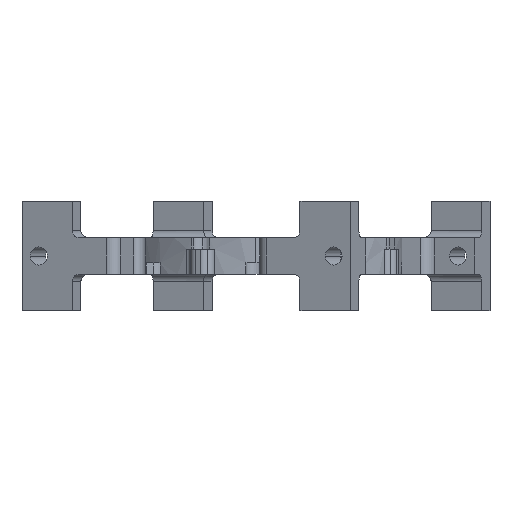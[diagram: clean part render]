
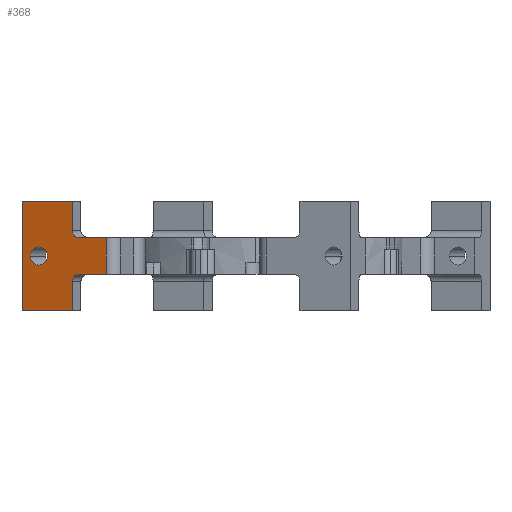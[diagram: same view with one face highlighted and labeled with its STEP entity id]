
A CAD part, left-side view. The second image highlights one B-rep face of the part: STEP entity #368.
In plain terms, the highlighted planar face has unit normal (-0.924, 0.383, 0).
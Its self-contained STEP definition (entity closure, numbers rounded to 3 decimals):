
#37 = CARTESIAN_POINT ( 'NONE',  ( -33.27, 50.336, -2. ) ) ;
#133 = ORIENTED_EDGE ( 'NONE', *, *, #4659, .T. ) ;
#181 = EDGE_LOOP ( 'NONE', ( #5582, #3590 ) ) ;
#272 = VERTEX_POINT ( 'NONE', #5329 ) ;
#276 = LINE ( 'NONE', #1872, #2728 ) ;
#292 = CARTESIAN_POINT ( 'NONE',  ( -34.035, 48.488, -2. ) ) ;
#343 = CARTESIAN_POINT ( 'NONE',  ( -37.097, 41.097, 0. ) ) ;
#368 = ADVANCED_FACE ( 'NONE', ( #4738, #2731 ), #4288, .T. ) ;
#439 = VERTEX_POINT ( 'NONE', #4354 ) ;
#445 = VECTOR ( 'NONE', #1948, 1000. ) ;
#666 = EDGE_CURVE ( 'NONE', #2315, #1143, #1395, .T. ) ;
#691 = VERTEX_POINT ( 'NONE', #4799 ) ;
#798 = CARTESIAN_POINT ( 'NONE',  ( -27.53, 64.194, 0. ) ) ;
#799 = AXIS2_PLACEMENT_3D ( 'NONE', #6370, #1607, #1537 ) ;
#811 = ORIENTED_EDGE ( 'NONE', *, *, #3317, .T. ) ;
#819 = EDGE_LOOP ( 'NONE', ( #3466, #6694, #3676, #3092, #1251, #5035, #133, #3859, #811, #6744 ) ) ;
#834 = VECTOR ( 'NONE', #6707, 1000. ) ;
#865 = LINE ( 'NONE', #798, #2052 ) ;
#870 = AXIS2_PLACEMENT_3D ( 'NONE', #3149, #5263, #2096 ) ;
#979 = CARTESIAN_POINT ( 'NONE',  ( -33.27, 50.336, -10. ) ) ;
#998 = DIRECTION ( 'NONE',  ( 0.383, 0.924, 0. ) ) ;
#1015 = DIRECTION ( 'NONE',  ( 0.924, -0.383, 0. ) ) ;
#1143 = VERTEX_POINT ( 'NONE', #1556 ) ;
#1251 = ORIENTED_EDGE ( 'NONE', *, *, #5045, .T. ) ;
#1395 = LINE ( 'NONE', #3623, #445 ) ;
#1458 = CARTESIAN_POINT ( 'NONE',  ( -33.27, 50.336, 20. ) ) ;
#1493 = AXIS2_PLACEMENT_3D ( 'NONE', #2233, #1015, #2093 ) ;
#1537 = DIRECTION ( 'NONE',  ( -0.383, -0.924, 0. ) ) ;
#1546 = VERTEX_POINT ( 'NONE', #4740 ) ;
#1556 = CARTESIAN_POINT ( 'NONE',  ( -37.097, 41.097, 10. ) ) ;
#1598 = EDGE_CURVE ( 'NONE', #2104, #2977, #4637, .T. ) ;
#1607 = DIRECTION ( 'NONE',  ( -0.924, 0.383, 0. ) ) ;
#1640 = AXIS2_PLACEMENT_3D ( 'NONE', #292, #2375, #5051 ) ;
#1731 = EDGE_CURVE ( 'NONE', #5977, #5897, #5090, .T. ) ;
#1872 = CARTESIAN_POINT ( 'NONE',  ( -33.27, 50.336, -10. ) ) ;
#1948 = DIRECTION ( 'NONE',  ( 0., 0., 1. ) ) ;
#2016 = CARTESIAN_POINT ( 'NONE',  ( -29.443, 59.574, 5. ) ) ;
#2052 = VECTOR ( 'NONE', #6672, 1000. ) ;
#2093 = DIRECTION ( 'NONE',  ( -0.383, -0.924, 0. ) ) ;
#2096 = DIRECTION ( 'NONE',  ( -0.383, -0.924, 0. ) ) ;
#2104 = VERTEX_POINT ( 'NONE', #6110 ) ;
#2233 = CARTESIAN_POINT ( 'NONE',  ( -34.035, 48.488, 12. ) ) ;
#2296 = AXIS2_PLACEMENT_3D ( 'NONE', #2016, #2615, #2550 ) ;
#2315 = VERTEX_POINT ( 'NONE', #343 ) ;
#2375 = DIRECTION ( 'NONE',  ( 0.924, -0.383, 0. ) ) ;
#2470 = CARTESIAN_POINT ( 'NONE',  ( -27.53, 64.194, 20. ) ) ;
#2510 = CIRCLE ( 'NONE', #2296, 2.5 ) ;
#2550 = DIRECTION ( 'NONE',  ( -0.383, -0.924, 0. ) ) ;
#2615 = DIRECTION ( 'NONE',  ( -0.924, 0.383, 0. ) ) ;
#2726 = VECTOR ( 'NONE', #2829, 1000. ) ;
#2728 = VECTOR ( 'NONE', #4515, 1000. ) ;
#2731 = FACE_OUTER_BOUND ( 'NONE', #819, .T. ) ;
#2779 = CARTESIAN_POINT ( 'NONE',  ( -33.27, 50.336, 20. ) ) ;
#2829 = DIRECTION ( 'NONE',  ( 0., 0., -1. ) ) ;
#2977 = VERTEX_POINT ( 'NONE', #6618 ) ;
#3092 = ORIENTED_EDGE ( 'NONE', *, *, #5123, .T. ) ;
#3149 = CARTESIAN_POINT ( 'NONE',  ( -29.443, 59.574, 5. ) ) ;
#3317 = EDGE_CURVE ( 'NONE', #5897, #2315, #865, .T. ) ;
#3349 = CARTESIAN_POINT ( 'NONE',  ( -27.53, 64.194, 0. ) ) ;
#3355 = EDGE_CURVE ( 'NONE', #439, #5970, #276, .T. ) ;
#3466 = ORIENTED_EDGE ( 'NONE', *, *, #3522, .T. ) ;
#3488 = LINE ( 'NONE', #3523, #6832 ) ;
#3501 = VECTOR ( 'NONE', #998, 1000. ) ;
#3522 = EDGE_CURVE ( 'NONE', #1143, #272, #3647, .T. ) ;
#3523 = CARTESIAN_POINT ( 'NONE',  ( -33.27, 50.336, 20. ) ) ;
#3590 = ORIENTED_EDGE ( 'NONE', *, *, #5851, .F. ) ;
#3617 = CIRCLE ( 'NONE', #1493, 2. ) ;
#3621 = VECTOR ( 'NONE', #4693, 1000. ) ;
#3623 = CARTESIAN_POINT ( 'NONE',  ( -37.097, 41.097, 0. ) ) ;
#3647 = LINE ( 'NONE', #5761, #3501 ) ;
#3676 = ORIENTED_EDGE ( 'NONE', *, *, #5843, .T. ) ;
#3859 = ORIENTED_EDGE ( 'NONE', *, *, #1731, .T. ) ;
#4288 = PLANE ( 'NONE',  #799 ) ;
#4354 = CARTESIAN_POINT ( 'NONE',  ( -27.53, 64.194, -10. ) ) ;
#4515 = DIRECTION ( 'NONE',  ( -0.383, -0.924, 0. ) ) ;
#4550 = LINE ( 'NONE', #2470, #834 ) ;
#4590 = CARTESIAN_POINT ( 'NONE',  ( -34.035, 48.488, 0. ) ) ;
#4628 = LINE ( 'NONE', #1458, #3621 ) ;
#4637 = CIRCLE ( 'NONE', #870, 2.5 ) ;
#4659 = EDGE_CURVE ( 'NONE', #5970, #5977, #3488, .T. ) ;
#4693 = DIRECTION ( 'NONE',  ( 0., 0., 1. ) ) ;
#4738 = FACE_BOUND ( 'NONE', #181, .T. ) ;
#4740 = CARTESIAN_POINT ( 'NONE',  ( -33.27, 50.336, 12. ) ) ;
#4799 = CARTESIAN_POINT ( 'NONE',  ( -27.53, 64.194, 20. ) ) ;
#5035 = ORIENTED_EDGE ( 'NONE', *, *, #3355, .T. ) ;
#5045 = EDGE_CURVE ( 'NONE', #691, #439, #5459, .T. ) ;
#5051 = DIRECTION ( 'NONE',  ( -0.383, -0.924, 0. ) ) ;
#5090 = CIRCLE ( 'NONE', #1640, 2. ) ;
#5123 = EDGE_CURVE ( 'NONE', #5237, #691, #4550, .T. ) ;
#5237 = VERTEX_POINT ( 'NONE', #2779 ) ;
#5263 = DIRECTION ( 'NONE',  ( -0.924, 0.383, 0. ) ) ;
#5329 = CARTESIAN_POINT ( 'NONE',  ( -34.035, 48.488, 10. ) ) ;
#5459 = LINE ( 'NONE', #3349, #2726 ) ;
#5582 = ORIENTED_EDGE ( 'NONE', *, *, #1598, .F. ) ;
#5599 = DIRECTION ( 'NONE',  ( 0., 0., 1. ) ) ;
#5715 = EDGE_CURVE ( 'NONE', #272, #1546, #3617, .T. ) ;
#5761 = CARTESIAN_POINT ( 'NONE',  ( -27.53, 64.194, 10. ) ) ;
#5843 = EDGE_CURVE ( 'NONE', #1546, #5237, #4628, .T. ) ;
#5851 = EDGE_CURVE ( 'NONE', #2977, #2104, #2510, .T. ) ;
#5897 = VERTEX_POINT ( 'NONE', #4590 ) ;
#5970 = VERTEX_POINT ( 'NONE', #979 ) ;
#5977 = VERTEX_POINT ( 'NONE', #37 ) ;
#6110 = CARTESIAN_POINT ( 'NONE',  ( -30.4, 57.265, 5. ) ) ;
#6370 = CARTESIAN_POINT ( 'NONE',  ( -46.194, 19.134, 0. ) ) ;
#6618 = CARTESIAN_POINT ( 'NONE',  ( -28.486, 61.884, 5. ) ) ;
#6672 = DIRECTION ( 'NONE',  ( -0.383, -0.924, 0. ) ) ;
#6694 = ORIENTED_EDGE ( 'NONE', *, *, #5715, .T. ) ;
#6707 = DIRECTION ( 'NONE',  ( 0.383, 0.924, 0. ) ) ;
#6744 = ORIENTED_EDGE ( 'NONE', *, *, #666, .T. ) ;
#6832 = VECTOR ( 'NONE', #5599, 1000. ) ;
